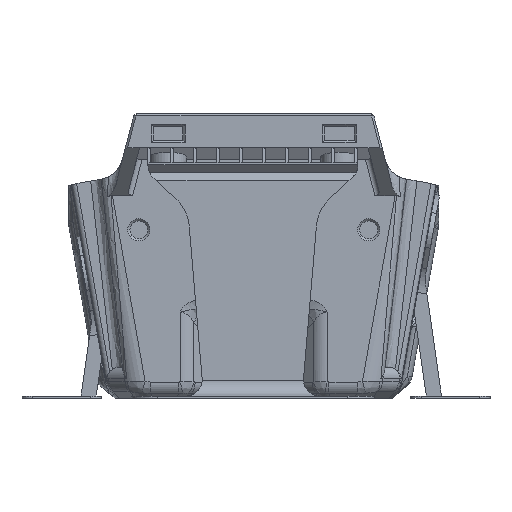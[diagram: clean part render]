
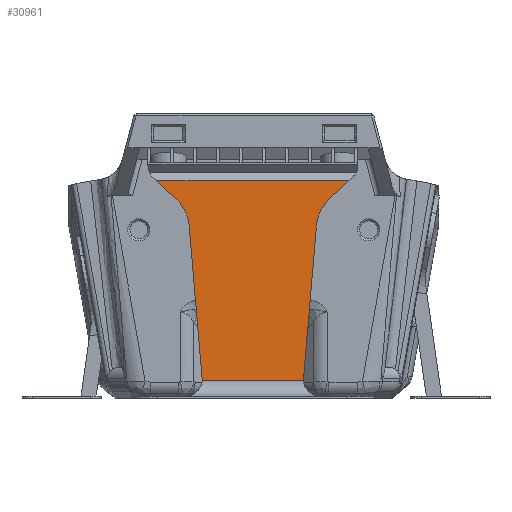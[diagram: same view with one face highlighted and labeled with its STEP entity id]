
A CAD part, front view. The second image highlights one B-rep face of the part: STEP entity #30961.
In plain terms, the highlighted planar face has unit normal (0, -1, 0).
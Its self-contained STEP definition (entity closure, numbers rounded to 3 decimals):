
#1427=CIRCLE('',#32964,3.);
#1428=CIRCLE('',#32965,3.);
#1429=CIRCLE('',#32966,8.);
#1430=CIRCLE('',#32967,8.);
#4060=ORIENTED_EDGE('',*,*,#13045,.T.);
#4061=ORIENTED_EDGE('',*,*,#13046,.T.);
#4062=ORIENTED_EDGE('',*,*,#13047,.T.);
#4063=ORIENTED_EDGE('',*,*,#13043,.F.);
#4064=ORIENTED_EDGE('',*,*,#13048,.T.);
#4065=ORIENTED_EDGE('',*,*,#13049,.T.);
#4066=ORIENTED_EDGE('',*,*,#13050,.F.);
#4067=ORIENTED_EDGE('',*,*,#13051,.F.);
#4068=ORIENTED_EDGE('',*,*,#13052,.T.);
#4069=ORIENTED_EDGE('',*,*,#13053,.T.);
#13043=EDGE_CURVE('',#17624,#17625,#20556,.T.);
#13045=EDGE_CURVE('',#17626,#17627,#1427,.T.);
#13046=EDGE_CURVE('',#17627,#17628,#20558,.F.);
#13047=EDGE_CURVE('',#17628,#17625,#1428,.T.);
#13048=EDGE_CURVE('',#17624,#17629,#1429,.T.);
#13049=EDGE_CURVE('',#17629,#17630,#20559,.T.);
#13050=EDGE_CURVE('',#17631,#17630,#20560,.T.);
#13051=EDGE_CURVE('',#17632,#17631,#20561,.T.);
#13052=EDGE_CURVE('',#17632,#17633,#1430,.T.);
#13053=EDGE_CURVE('',#17633,#17626,#20562,.T.);
#17624=VERTEX_POINT('',#47076);
#17625=VERTEX_POINT('',#47078);
#17626=VERTEX_POINT('',#47082);
#17627=VERTEX_POINT('',#47083);
#17628=VERTEX_POINT('',#47085);
#17629=VERTEX_POINT('',#47088);
#17630=VERTEX_POINT('',#47090);
#17631=VERTEX_POINT('',#47092);
#17632=VERTEX_POINT('',#47094);
#17633=VERTEX_POINT('',#47096);
#20556=LINE('',#47077,#23326);
#20558=LINE('',#47084,#23328);
#20559=LINE('',#47089,#23329);
#20560=LINE('',#47091,#23330);
#20561=LINE('',#47093,#23331);
#20562=LINE('',#47097,#23332);
#23326=VECTOR('',#36225,1000.);
#23328=VECTOR('',#36231,1000.);
#23329=VECTOR('',#36236,1000.);
#23330=VECTOR('',#36237,1000.);
#23331=VECTOR('',#36238,1000.);
#23332=VECTOR('',#36241,1000.);
#26081=EDGE_LOOP('',(#4060,#4061,#4062,#4063,#4064,#4065,#4066,#4067,#4068,
#4069));
#28034=FACE_BOUND('',#26081,.T.);
#29860=PLANE('',#32963);
#30961=ADVANCED_FACE('',(#28034),#29860,.F.);
#32963=AXIS2_PLACEMENT_3D('',#47080,#36227,#36228);
#32964=AXIS2_PLACEMENT_3D('',#47081,#36229,#36230);
#32965=AXIS2_PLACEMENT_3D('',#47086,#36232,#36233);
#32966=AXIS2_PLACEMENT_3D('',#47087,#36234,#36235);
#32967=AXIS2_PLACEMENT_3D('',#47095,#36239,#36240);
#36225=DIRECTION('',(-0.084,0.,-0.996));
#36227=DIRECTION('',(0.,1.,0.));
#36228=DIRECTION('',(0.,0.,1.));
#36229=DIRECTION('',(0.,1.,0.));
#36230=DIRECTION('',(0.,0.,1.));
#36231=DIRECTION('',(-1.,0.,0.));
#36232=DIRECTION('',(0.,1.,0.));
#36233=DIRECTION('',(0.,0.,1.));
#36234=DIRECTION('',(0.,1.,0.));
#36235=DIRECTION('',(0.,0.,1.));
#36236=DIRECTION('',(0.731,0.,0.682));
#36237=DIRECTION('',(1.,0.,0.));
#36238=DIRECTION('',(-0.731,0.,0.682));
#36239=DIRECTION('',(0.,1.,0.));
#36240=DIRECTION('',(0.,0.,1.));
#36241=DIRECTION('',(0.084,0.,-0.996));
#47076=CARTESIAN_POINT('',(11.856,-32.314,32.579));
#47077=CARTESIAN_POINT('',(36.482,-32.314,324.724));
#47078=CARTESIAN_POINT('',(9.418,-32.314,3.652));
#47080=CARTESIAN_POINT('',(0.,-32.314,327.8));
#47081=CARTESIAN_POINT('',(-12.767,-32.314,3.4));
#47082=CARTESIAN_POINT('',(-9.777,-32.314,3.652));
#47083=CARTESIAN_POINT('',(-9.767,-32.314,3.4));
#47084=CARTESIAN_POINT('',(9.143,-32.314,3.4));
#47085=CARTESIAN_POINT('',(9.407,-32.314,3.4));
#47086=CARTESIAN_POINT('',(12.407,-32.314,3.4));
#47087=CARTESIAN_POINT('',(19.828,-32.314,31.907));
#47088=CARTESIAN_POINT('',(14.372,-32.314,37.757));
#47089=CARTESIAN_POINT('',(16.736,-32.314,39.963));
#47090=CARTESIAN_POINT('',(17.982,-32.314,41.124));
#47091=CARTESIAN_POINT('',(-65.369,-32.314,41.124));
#47092=CARTESIAN_POINT('',(-18.341,-32.314,41.124));
#47093=CARTESIAN_POINT('',(-17.096,-32.314,39.963));
#47094=CARTESIAN_POINT('',(-14.731,-32.314,37.757));
#47095=CARTESIAN_POINT('',(-20.187,-32.314,31.907));
#47096=CARTESIAN_POINT('',(-12.216,-32.314,32.579));
#47097=CARTESIAN_POINT('',(-36.839,-32.314,324.694));
